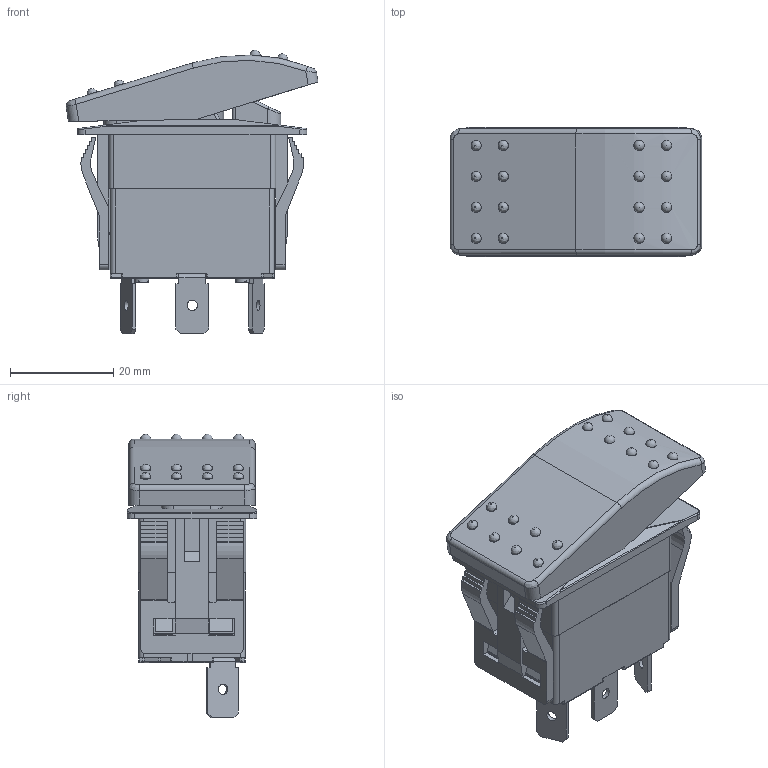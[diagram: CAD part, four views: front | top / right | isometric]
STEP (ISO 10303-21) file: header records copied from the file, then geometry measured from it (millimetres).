
FILE_DESCRIPTION(/* description */ (''),/* implementation_level */ '2;1');
FILE_NAME(/* name */ 'R712FB1-SXXXNxBNNX.stp',/* time_stamp */ '2025-06-02T12:25:39-05:00',/* author */ ('mroman'),/* organization */ (''),/* preprocessor_version */ 'ST-DEVELOPER v18.1',/* originating_system */ 'Autodesk Inventor 2022',/* authorisation */ '');
FILE_SCHEMA (('AUTOMOTIVE_DESIGN { 1 0 10303 214 3 1 1 }'));
Length unit declared in the file: centimetre
Products named in the file (1): R712FB1-SXXXNxBNNX
Bounding box: 48.87 x 25.15 x 54.99 mm (x, y, z)
Volume: 15023.8 mm3; surface area: 17333.4 mm2
Topology: 2 solids, 2 shells, 901 faces, 2482 edges, 1577 vertices
Faces by surface type: plane 453, cylinder 295, bspline 97, sphere 39, torus 14, cone 3
Full cylindrical faces by diameter (mm): 1 x2, 1.9 x1, 2 x19, 2.8 x3, 6.4 x1
Entity records: 30884 total; most frequent: CARTESIAN_POINT 8108, ORIENTED_EDGE 4898, DIRECTION 4571, EDGE_CURVE 2449, VERTEX_POINT 1579, AXIS2_PLACEMENT_3D 1529, LINE 1513, VECTOR 1513
